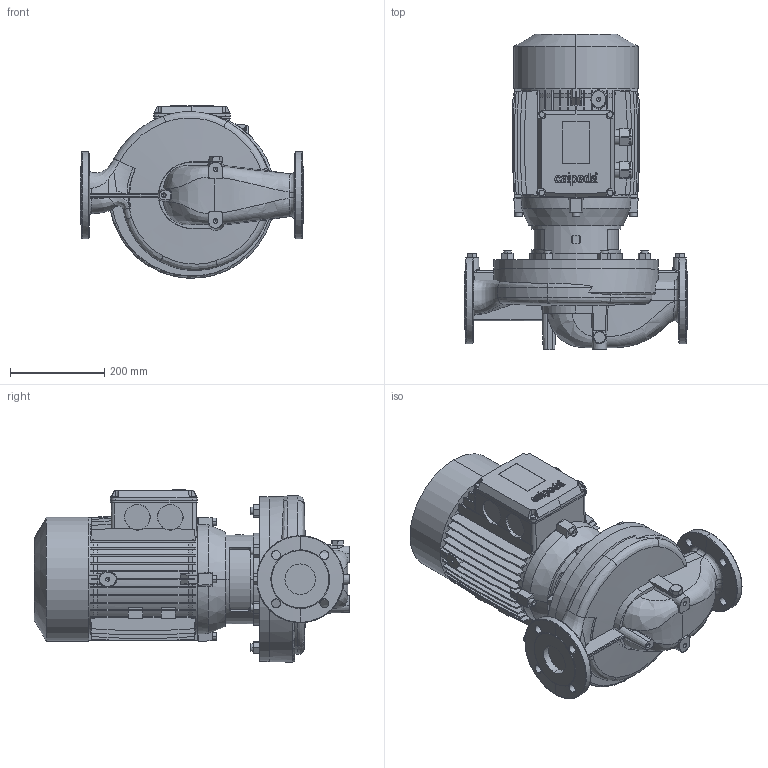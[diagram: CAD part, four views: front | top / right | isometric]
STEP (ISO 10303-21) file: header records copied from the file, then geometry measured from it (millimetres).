
FILE_DESCRIPTION (( 'STEP AP214' ), '1' );
FILE_NAME ('4.93.504.16swa01.step', '2022-07-11T15:24:07', ( '' ), ( '' ), 'SwSTEP 2.0', 'SolidWorks 2020', '' );
FILE_SCHEMA (( 'AUTOMOTIVE_DESIGN' ));
Length unit declared in the file: millimetre
Products named in the file (5): 4.93.504.16swa01; Copia di 4_93_504_16^4.93.504.16swa01; 10007670swn00_M32x1.5; 10007572swp01_132S-R3 V1; 10010378swp00_3.66.517_semplificato
Assembly tree (5 placements, depth 2):
  4.93.504.16swa01
    Copia di 4_93_504_16^4.93.504.16swa01
    10010378swp00_3.66.517_semplificato
    10007572swp01_132S-R3 V1
    10007670swn00_M32x1.5  x2
Bounding box: 475 x 670.35 x 366.64 mm (x, y, z)
Volume: 35935273.4 mm3; surface area: 1583095.1 mm2
Topology: 5 solids, 5 shells, 1632 faces, 4379 edges, 2869 vertices
Faces by surface type: plane 964, cylinder 265, cone 238, bspline 160, torus 5
Entity records: 137417 total; most frequent: CARTESIAN_POINT 100252, ORIENTED_EDGE 8394, DIRECTION 6373, EDGE_CURVE 4197, VERTEX_POINT 2771, LINE 2465, VECTOR 2465, AXIS2_PLACEMENT_3D 1954
